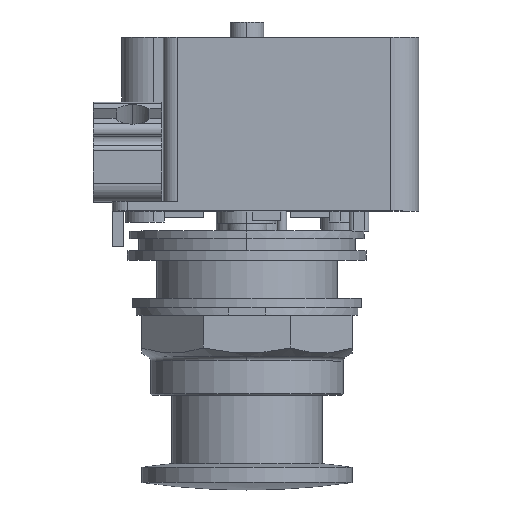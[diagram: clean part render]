
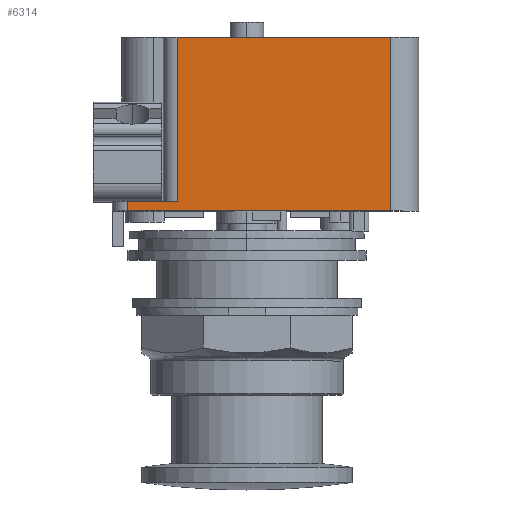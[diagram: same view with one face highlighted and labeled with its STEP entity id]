
A CAD part, top view. The second image highlights one B-rep face of the part: STEP entity #6314.
In plain terms, the highlighted planar face has unit normal (0, 0, 1).
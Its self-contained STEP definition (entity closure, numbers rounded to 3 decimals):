
#5085=CARTESIAN_POINT('POINT340',(-11.582,43.36,20.32));
#5086=VERTEX_POINT('VERTEX340',#5085);
#5095=CARTESIAN_POINT('POINT341',(-11.582,16.03,20.32)
   );
#5096=VERTEX_POINT('VERTEX341',#5095);
#5104=CARTESIAN_POINT('POS484',(-11.582,16.03,20.32));
#5105=DIRECTION('DIR712',(0.,1.,
   0.));
#5106=VECTOR('VEC256',#5105,25.4);
#5107=LINE('STRAIGHT256',#5104,#5106);
#5108=EDGE_CURVE('EDGE508',#5096,#5086,#5107,.T.);
#5199=CARTESIAN_POINT('POINT344',(23.851,43.36,20.32));
#5200=VERTEX_POINT('VERTEX344',#5199);
#5201=CARTESIAN_POINT('POS494',(-11.582,43.36,20.32));
#5202=DIRECTION('DIR726',(-1.,0.,
   0.));
#5203=VECTOR('VEC262',#5202,25.4);
#5204=LINE('STRAIGHT262',#5201,#5203);
#5205=EDGE_CURVE('EDGE516',#5200,#5086,#5204,.T.);
#5282=CARTESIAN_POINT('POINT351',(-19.812,16.03,20.32))
   ;
#5283=VERTEX_POINT('VERTEX351',#5282);
#5291=CARTESIAN_POINT('POS504',(-19.812,16.03,20.32));
#5292=DIRECTION('DIR741',(-1.,0.,
   0.));
#5293=VECTOR('VEC267',#5292,25.4);
#5294=LINE('STRAIGHT267',#5291,#5293);
#5295=EDGE_CURVE('EDGE525',#5096,#5283,#5294,.T.);
#6266=CARTESIAN_POINT('POINT416',(-19.812,14.506,20.32))
   ;
#6267=VERTEX_POINT('VERTEX416',#6266);
#6275=CARTESIAN_POINT('POS607',(-19.812,14.506,20.32));
#6276=DIRECTION('DIR878',(0.,1.,
   0.));
#6277=VECTOR('VEC336',#6276,25.4);
#6278=LINE('STRAIGHT336',#6275,#6277);
#6279=EDGE_CURVE('EDGE626',#6267,#5283,#6278,.T.);
#6289=ORIENTED_EDGE('COEDGE1189',*,*,#5205,.T.);
#6290=ORIENTED_EDGE('COEDGE1190',*,*,#5108,.F.);
#6291=ORIENTED_EDGE('COEDGE1191',*,*,#5295,.T.);
#6292=ORIENTED_EDGE('COEDGE1192',*,*,#6279,.F.);
#6293=CARTESIAN_POINT('POINT417',(23.851,14.506,20.32))
   ;
#6294=VERTEX_POINT('VERTEX417',#6293);
#6295=CARTESIAN_POINT('POS609',(3.099,14.506,20.32));
#6296=DIRECTION('DIR881',(1.,0.,
   0.));
#6297=VECTOR('VEC337',#6296,25.4);
#6298=LINE('STRAIGHT337',#6295,#6297);
#6299=EDGE_CURVE('EDGE627',#6267,#6294,#6298,.T.);
#6300=ORIENTED_EDGE('COEDGE1193',*,*,#6299,.T.);
#6301=CARTESIAN_POINT('POS610',(23.851,16.03,20.32));
#6302=DIRECTION('DIR882',(0.,1.,
   0.));
#6303=VECTOR('VEC338',#6302,25.4);
#6304=LINE('STRAIGHT338',#6301,#6303);
#6305=EDGE_CURVE('EDGE628',#6294,#5200,#6304,.T.);
#6306=ORIENTED_EDGE('COEDGE1194',*,*,#6305,.T.);
#6307=EDGE_LOOP('NONE',(#6289,#6290,#6291,#6292,#6300,#6306));
#6308=FACE_BOUND('LOOP1',#6307,.T.);
#6309=CARTESIAN_POINT('POS611',(7.341,16.03,20.32));
#6310=DIRECTION('DIR883',(0.,0.,
   1.));
#6311=DIRECTION('DIR884',(1.,0.,
   0.));
#6312=AXIS2_PLACEMENT_3D('AXIS273',#6309,#6310,#6311);
#6313=PLANE('PLANE93',#6312);
#6314=ADVANCED_FACE('FACE228',(#6308),#6313,.T.);
